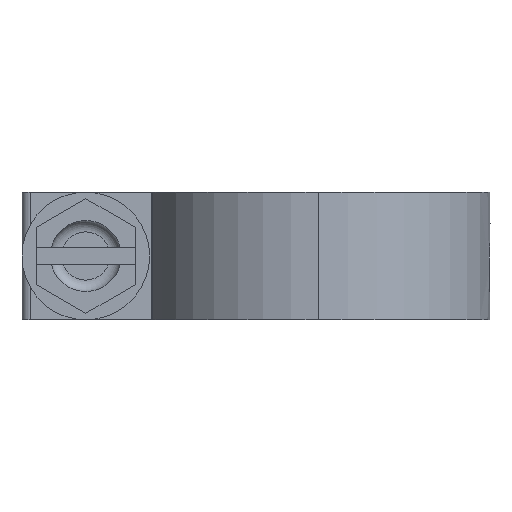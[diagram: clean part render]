
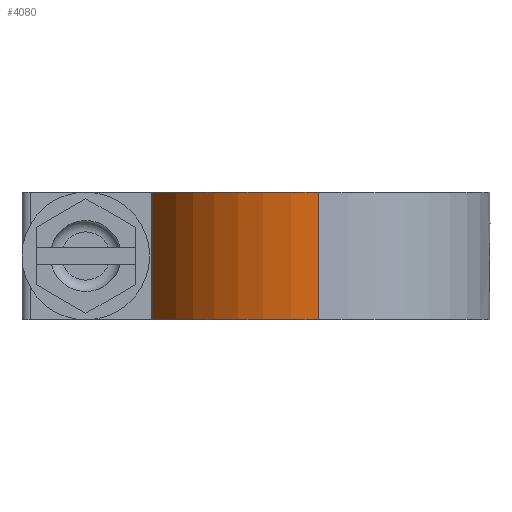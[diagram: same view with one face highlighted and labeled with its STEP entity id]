
A CAD part, left-side view. The second image highlights one B-rep face of the part: STEP entity #4080.
In plain terms, the highlighted cylindrical face has radius 12.1 mm (diameter 24.2 mm), a partial arc.
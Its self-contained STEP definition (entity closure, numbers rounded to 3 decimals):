
#72 = CARTESIAN_POINT ( 'NONE',  ( 0., 0., 4.5 ) ) ;
#207 = DIRECTION ( 'NONE',  ( 0., 0., -1. ) ) ;
#705 = VECTOR ( 'NONE', #5734, 1000. ) ;
#774 = FACE_OUTER_BOUND ( 'NONE', #5789, .T. ) ;
#914 = CARTESIAN_POINT ( 'NONE',  ( -12.1, 0., -4.5 ) ) ;
#919 = AXIS2_PLACEMENT_3D ( 'NONE', #3132, #6773, #4797 ) ;
#1036 = CYLINDRICAL_SURFACE ( 'NONE', #919, 12.1 ) ;
#1387 = VERTEX_POINT ( 'NONE', #5492 ) ;
#1475 = ORIENTED_EDGE ( 'NONE', *, *, #2112, .F. ) ;
#1634 = CARTESIAN_POINT ( 'NONE',  ( -3.184, 11.674, -4.5 ) ) ;
#1720 = VERTEX_POINT ( 'NONE', #914 ) ;
#2112 = EDGE_CURVE ( 'NONE', #1720, #2599, #5750, .T. ) ;
#2599 = VERTEX_POINT ( 'NONE', #1634 ) ;
#2881 = DIRECTION ( 'NONE',  ( 1., 0., 0. ) ) ;
#2915 = DIRECTION ( 'NONE',  ( 0., 0., -1. ) ) ;
#3132 = CARTESIAN_POINT ( 'NONE',  ( 0., 0., 4.5 ) ) ;
#3350 = LINE ( 'NONE', #4304, #4653 ) ;
#3421 = EDGE_CURVE ( 'NONE', #5003, #1720, #3350, .T. ) ;
#3712 = CIRCLE ( 'NONE', #4050, 12.1 ) ;
#4018 = EDGE_CURVE ( 'NONE', #5003, #1387, #3712, .T. ) ;
#4050 = AXIS2_PLACEMENT_3D ( 'NONE', #72, #2915, #6605 ) ;
#4080 = ADVANCED_FACE ( 'NONE', ( #774 ), #1036, .T. ) ;
#4216 = ORIENTED_EDGE ( 'NONE', *, *, #4984, .T. ) ;
#4304 = CARTESIAN_POINT ( 'NONE',  ( -12.1, 0., 4.5 ) ) ;
#4523 = CARTESIAN_POINT ( 'NONE',  ( -12.1, 0., 4.5 ) ) ;
#4653 = VECTOR ( 'NONE', #4730, 1000. ) ;
#4730 = DIRECTION ( 'NONE',  ( 0., 0., -1. ) ) ;
#4797 = DIRECTION ( 'NONE',  ( -1., 0., 0. ) ) ;
#4984 = EDGE_CURVE ( 'NONE', #1387, #2599, #5163, .T. ) ;
#5003 = VERTEX_POINT ( 'NONE', #4523 ) ;
#5016 = CARTESIAN_POINT ( 'NONE',  ( 0., 0., -4.5 ) ) ;
#5163 = LINE ( 'NONE', #6137, #705 ) ;
#5492 = CARTESIAN_POINT ( 'NONE',  ( -3.184, 11.674, 4.5 ) ) ;
#5734 = DIRECTION ( 'NONE',  ( 0., 0., -1. ) ) ;
#5750 = CIRCLE ( 'NONE', #6298, 12.1 ) ;
#5789 = EDGE_LOOP ( 'NONE', ( #6198, #6076, #4216, #1475 ) ) ;
#6076 = ORIENTED_EDGE ( 'NONE', *, *, #4018, .T. ) ;
#6137 = CARTESIAN_POINT ( 'NONE',  ( -3.184, 11.674, 4.5 ) ) ;
#6198 = ORIENTED_EDGE ( 'NONE', *, *, #3421, .F. ) ;
#6298 = AXIS2_PLACEMENT_3D ( 'NONE', #5016, #207, #2881 ) ;
#6605 = DIRECTION ( 'NONE',  ( 1., 0., 0. ) ) ;
#6773 = DIRECTION ( 'NONE',  ( 0., 0., -1. ) ) ;
